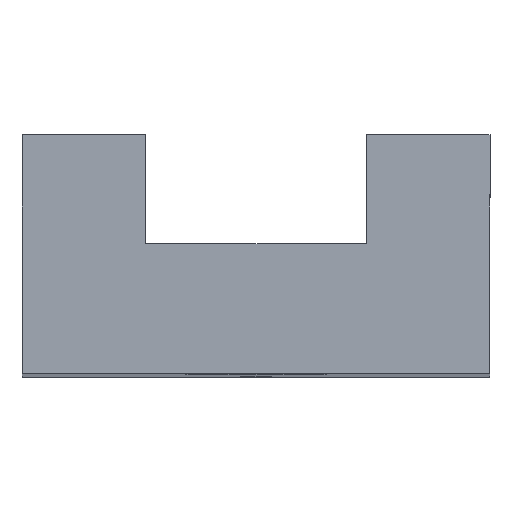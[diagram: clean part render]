
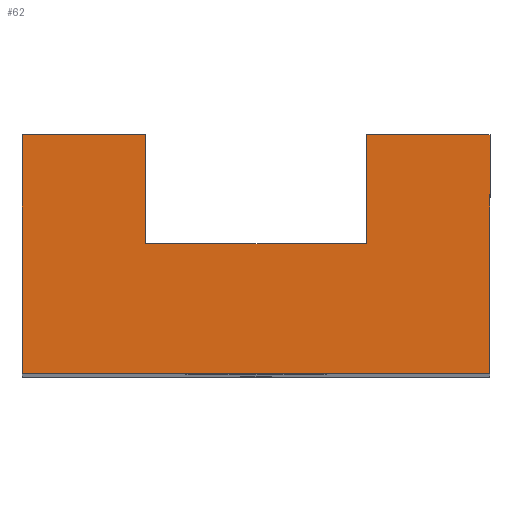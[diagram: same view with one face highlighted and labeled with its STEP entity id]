
A CAD part, top view. The second image highlights one B-rep face of the part: STEP entity #62.
In plain terms, the highlighted planar face has unit normal (0, 0, 1).
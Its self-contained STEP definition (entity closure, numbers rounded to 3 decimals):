
#2 = VERTEX_POINT ( 'NONE', #334 ) ;
#6 = CARTESIAN_POINT ( 'NONE',  ( 9.826, 0., 60. ) ) ;
#31 = EDGE_LOOP ( 'NONE', ( #436, #284, #193, #75, #459, #105, #442, #189 ) ) ;
#38 = LINE ( 'NONE', #317, #248 ) ;
#55 = DIRECTION ( 'NONE',  ( -1., 0., 0. ) ) ;
#58 = DIRECTION ( 'NONE',  ( -1., 0., 0. ) ) ;
#62 = ADVANCED_FACE ( 'NONE', ( #233 ), #132, .T. ) ;
#71 = LINE ( 'NONE', #208, #190 ) ;
#75 = ORIENTED_EDGE ( 'NONE', *, *, #146, .T. ) ;
#81 = CARTESIAN_POINT ( 'NONE',  ( 3.526, 0., 60. ) ) ;
#96 = CARTESIAN_POINT ( 'NONE',  ( 9.826, -3.114, 60. ) ) ;
#105 = ORIENTED_EDGE ( 'NONE', *, *, #246, .T. ) ;
#112 = VECTOR ( 'NONE', #55, 1000. ) ;
#121 = VERTEX_POINT ( 'NONE', #274 ) ;
#122 = LINE ( 'NONE', #195, #346 ) ;
#132 = PLANE ( 'NONE',  #301 ) ;
#133 = LINE ( 'NONE', #96, #440 ) ;
#138 = CARTESIAN_POINT ( 'NONE',  ( 0., -6.814, 60. ) ) ;
#146 = EDGE_CURVE ( 'NONE', #427, #266, #419, .T. ) ;
#176 = DIRECTION ( 'NONE',  ( 0., -1., 0. ) ) ;
#189 = ORIENTED_EDGE ( 'NONE', *, *, #237, .T. ) ;
#190 = VECTOR ( 'NONE', #176, 1000. ) ;
#193 = ORIENTED_EDGE ( 'NONE', *, *, #217, .T. ) ;
#195 = CARTESIAN_POINT ( 'NONE',  ( 0., 0., 60. ) ) ;
#208 = CARTESIAN_POINT ( 'NONE',  ( 9.826, -3.114, 60. ) ) ;
#217 = EDGE_CURVE ( 'NONE', #221, #427, #38, .T. ) ;
#219 = VERTEX_POINT ( 'NONE', #387 ) ;
#221 = VERTEX_POINT ( 'NONE', #138 ) ;
#233 = FACE_OUTER_BOUND ( 'NONE', #31, .T. ) ;
#237 = EDGE_CURVE ( 'NONE', #2, #121, #424, .T. ) ;
#238 = CARTESIAN_POINT ( 'NONE',  ( 13.352, 0., 60. ) ) ;
#239 = CARTESIAN_POINT ( 'NONE',  ( 9.826, 0., 60. ) ) ;
#245 = CARTESIAN_POINT ( 'NONE',  ( 3.526, -3.114, 60. ) ) ;
#246 = EDGE_CURVE ( 'NONE', #291, #219, #71, .T. ) ;
#248 = VECTOR ( 'NONE', #395, 1000. ) ;
#265 = CARTESIAN_POINT ( 'NONE',  ( 13.352, -6.814, 60. ) ) ;
#266 = VERTEX_POINT ( 'NONE', #312 ) ;
#274 = CARTESIAN_POINT ( 'NONE',  ( 3.526, 0., 60. ) ) ;
#283 = DIRECTION ( 'NONE',  ( 0., 1., 0. ) ) ;
#284 = ORIENTED_EDGE ( 'NONE', *, *, #316, .T. ) ;
#286 = VECTOR ( 'NONE', #303, 1000. ) ;
#291 = VERTEX_POINT ( 'NONE', #6 ) ;
#301 = AXIS2_PLACEMENT_3D ( 'NONE', #305, #384, #345 ) ;
#303 = DIRECTION ( 'NONE',  ( 0., 1., 0. ) ) ;
#305 = CARTESIAN_POINT ( 'NONE',  ( 0., 0., 60. ) ) ;
#307 = VECTOR ( 'NONE', #369, 1000. ) ;
#312 = CARTESIAN_POINT ( 'NONE',  ( 13.352, 0., 60. ) ) ;
#316 = EDGE_CURVE ( 'NONE', #356, #221, #122, .T. ) ;
#317 = CARTESIAN_POINT ( 'NONE',  ( 0., -6.814, 60. ) ) ;
#319 = EDGE_CURVE ( 'NONE', #121, #356, #402, .T. ) ;
#334 = CARTESIAN_POINT ( 'NONE',  ( 3.526, -3.114, 60. ) ) ;
#345 = DIRECTION ( 'NONE',  ( 1., 0., 0. ) ) ;
#346 = VECTOR ( 'NONE', #372, 1000. ) ;
#356 = VERTEX_POINT ( 'NONE', #409 ) ;
#369 = DIRECTION ( 'NONE',  ( -1., 0., 0. ) ) ;
#372 = DIRECTION ( 'NONE',  ( 0., -1., 0. ) ) ;
#374 = LINE ( 'NONE', #239, #112 ) ;
#378 = VECTOR ( 'NONE', #283, 1000. ) ;
#384 = DIRECTION ( 'NONE',  ( 0., 0., 1. ) ) ;
#387 = CARTESIAN_POINT ( 'NONE',  ( 9.826, -3.114, 60. ) ) ;
#395 = DIRECTION ( 'NONE',  ( 1., 0., 0. ) ) ;
#402 = LINE ( 'NONE', #81, #307 ) ;
#409 = CARTESIAN_POINT ( 'NONE',  ( 0., 0., 60. ) ) ;
#419 = LINE ( 'NONE', #238, #286 ) ;
#424 = LINE ( 'NONE', #245, #378 ) ;
#427 = VERTEX_POINT ( 'NONE', #265 ) ;
#434 = EDGE_CURVE ( 'NONE', #266, #291, #374, .T. ) ;
#436 = ORIENTED_EDGE ( 'NONE', *, *, #319, .T. ) ;
#440 = VECTOR ( 'NONE', #58, 1000. ) ;
#442 = ORIENTED_EDGE ( 'NONE', *, *, #465, .T. ) ;
#459 = ORIENTED_EDGE ( 'NONE', *, *, #434, .T. ) ;
#465 = EDGE_CURVE ( 'NONE', #219, #2, #133, .T. ) ;
